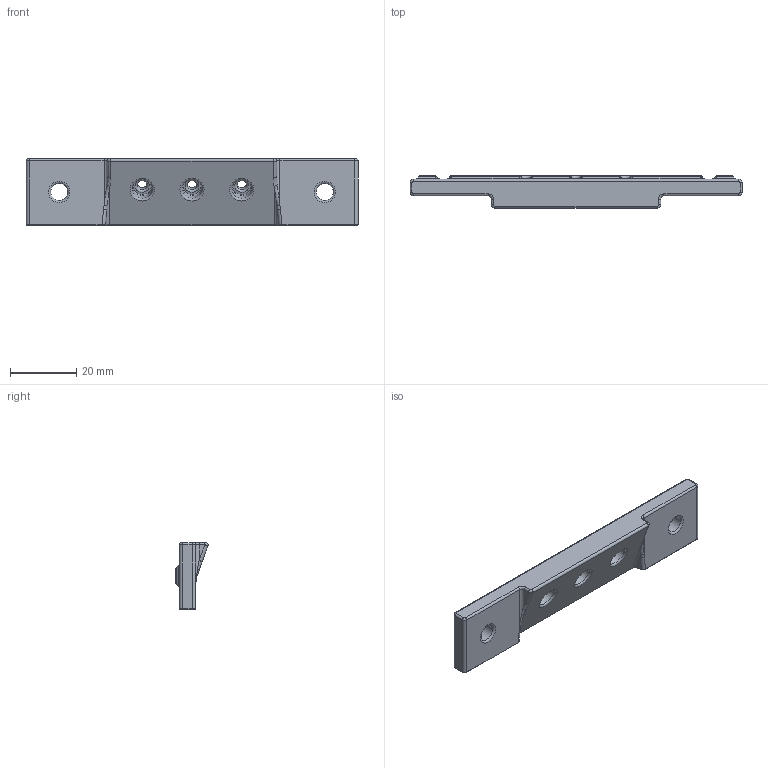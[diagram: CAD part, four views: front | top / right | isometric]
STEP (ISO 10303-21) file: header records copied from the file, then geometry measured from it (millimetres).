
FILE_DESCRIPTION(/* description */ ('STEP AP242','CAx-IF Rec.Pracs.---Representation and Presentation of Product Manufacturing Information (PMI)---4.0---2014-10-13','CAx-IF Rec.Pracs.---3D Tessellated Geometry---0.4---2014-09-14','2;1'),/* implementation_level */ '2;1');
FILE_NAME(/* name */ '671db8c64695cf68bedbc602',/* time_stamp */ '2024-10-27T03:51:34Z',/* author */ (''),/* organization */ (''),/* preprocessor_version */ 'ST-DEVELOPER v20',/* originating_system */ ' ',/* authorisation */ ' ');
FILE_SCHEMA (('AP242_MANAGED_MODEL_BASED_3D_ENGINEERING_MIM_LF { 1 0 10303 442 1 1 4 }'));
Length unit declared in the file: metre
Products named in the file (1): Part 1
Bounding box: 100 x 9.74 x 20 mm (x, y, z)
Volume: 10190.4 mm3; surface area: 5576.5 mm2
Topology: 1 solids, 1 shells, 176 faces, 410 edges, 217 vertices
Faces by surface type: cylinder 50, bspline 46, plane 37, torus 21, sphere 18, cone 4
Full cylindrical faces by diameter (mm): 3 x3, 5.2 x2, 6.1 x3
Entity records: 5286 total; most frequent: CARTESIAN_POINT 1593, DIRECTION 806, ORIENTED_EDGE 736, EDGE_CURVE 368, AXIS2_PLACEMENT_3D 347, VERTEX_POINT 212, EDGE_LOOP 204, FACE_BOUND 204
